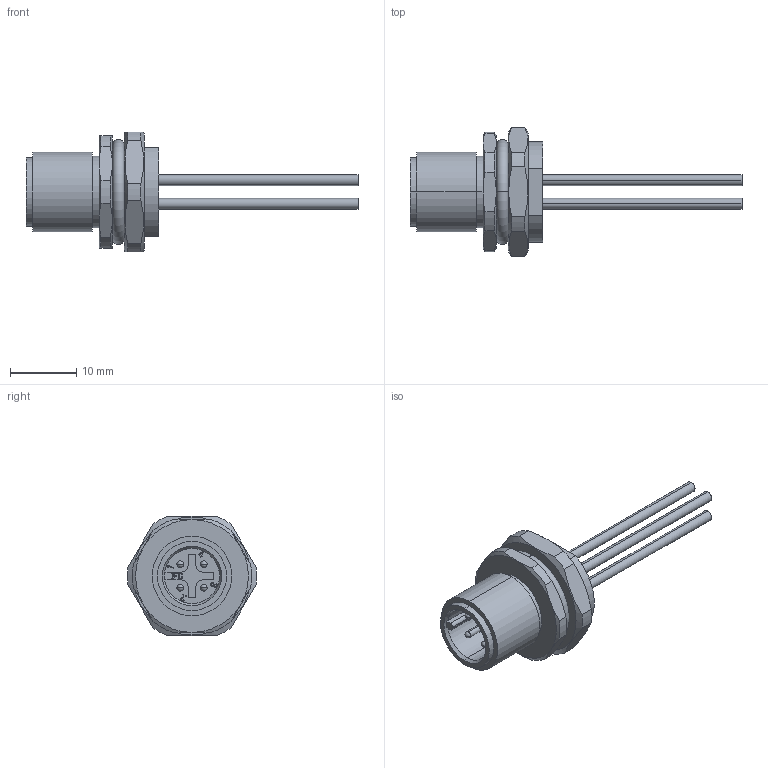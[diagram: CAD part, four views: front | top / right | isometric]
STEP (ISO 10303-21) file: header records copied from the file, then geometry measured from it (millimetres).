
FILE_DESCRIPTION((''),'2;1');
FILE_NAME('237153_SM01_ASM','2024-06-04T09:13:03',('banengservice'),('BANNER ENGINEERING'),'CREO PARAMETRIC BY PTC INC, 2022414','CREO PARAMETRIC BY PTC INC, 2022414','');
FILE_SCHEMA(('CONFIG_CONTROL_DESIGN'));
Length unit declared in the file: millimetre
Products named in the file (2): 237153_EP01; 237153_SM01_ASM
Assembly tree (1 placements, depth 2):
  237153_SM01_ASM
    237153_EP01
Bounding box: 50 x 19.48 x 18 mm (x, y, z)
Volume: 2992.4 mm3; surface area: 2616.2 mm2
Topology: 1 solids, 1 shells, 182 faces, 477 edges, 311 vertices
Faces by surface type: plane 89, cylinder 52, extrusion 17, cone 14, sphere 8, torus 2
Entity records: 7032 total; most frequent: CARTESIAN_POINT 2514, ORIENTED_EDGE 938, DIRECTION 895, EDGE_CURVE 469, AXIS2_PLACEMENT_3D 311, VERTEX_POINT 311, VECTOR 273, LINE 256
